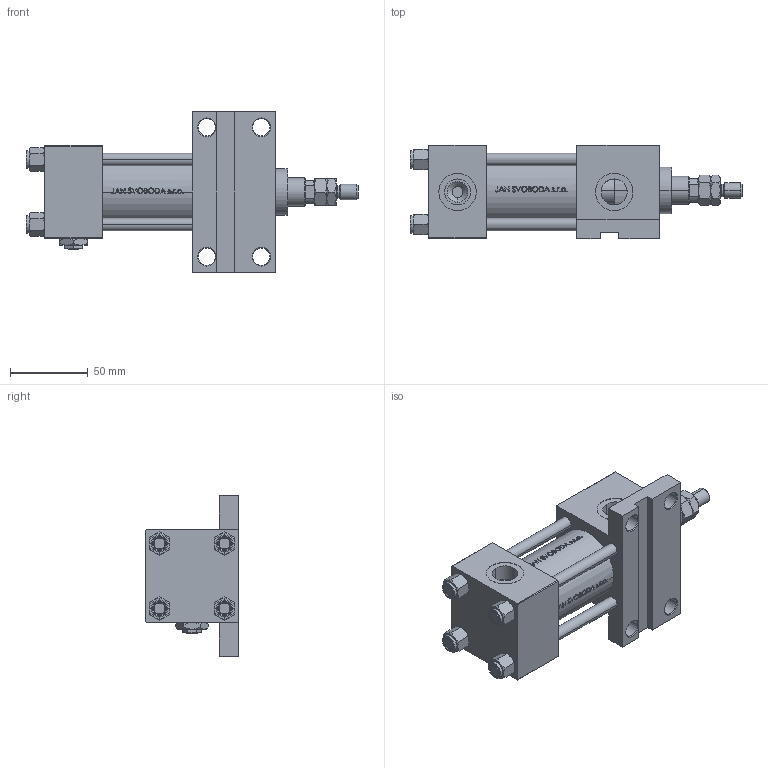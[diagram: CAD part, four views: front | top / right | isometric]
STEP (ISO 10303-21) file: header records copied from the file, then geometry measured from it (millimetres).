
FILE_DESCRIPTION (( 'STEP AP203' ), '1' );
FILE_NAME ('d7e7.STEP', '2025-04-23T05:39:37', ( '' ), ( '' ), 'SwSTEP 2.0', 'SolidWorks 2019', '' );
FILE_SCHEMA (( 'CONFIG_CONTROL_DESIGN' ));
Length unit declared in the file: millimetre
Products named in the file (8): V215CR_F_Body cd92bd8d6d99532ad06e64d3ad3d82db; V215CR_VCP_F cd92bd8d6d99532ad06e64d3ad3d82db; d7e7; V215_VC_A cd92bd8d6d99532ad06e64d3ad3d82db; MTA cd92bd8d6d99532ad06e64d3ad3d82db; V215CR_F_TYCINKA cd92bd8d6d99532ad06e64d3ad3d82db; Zatka_pro_OIL_PORT cd92bd8d6d99532ad06e64d3ad3d82db; NUT_M5_F cd92bd8d6d99532ad06e64d3ad3d82db
Assembly tree (14 placements, depth 2):
  d7e7
    V215CR_F_Body cd92bd8d6d99532ad06e64d3ad3d82db
    V215CR_VCP_F cd92bd8d6d99532ad06e64d3ad3d82db
    V215CR_F_TYCINKA cd92bd8d6d99532ad06e64d3ad3d82db  x4
    NUT_M5_F cd92bd8d6d99532ad06e64d3ad3d82db  x4
    V215_VC_A cd92bd8d6d99532ad06e64d3ad3d82db
    MTA cd92bd8d6d99532ad06e64d3ad3d82db
    Zatka_pro_OIL_PORT cd92bd8d6d99532ad06e64d3ad3d82db  x2
Bounding box: 213 x 60 x 103 mm (x, y, z)
Volume: 424633.7 mm3; surface area: 116260.7 mm2
Topology: 14 solids, 14 shells, 1264 faces, 3180 edges, 2040 vertices
Faces by surface type: plane 499, bspline 380, cone 222, cylinder 153, torus 10
Entity records: 52239 total; most frequent: CARTESIAN_POINT 27387, ORIENTED_EDGE 5660, DIRECTION 3633, EDGE_CURVE 2830, VERTEX_POINT 1838, VECTOR 1385, LINE 1385, EDGE_LOOP 1220
